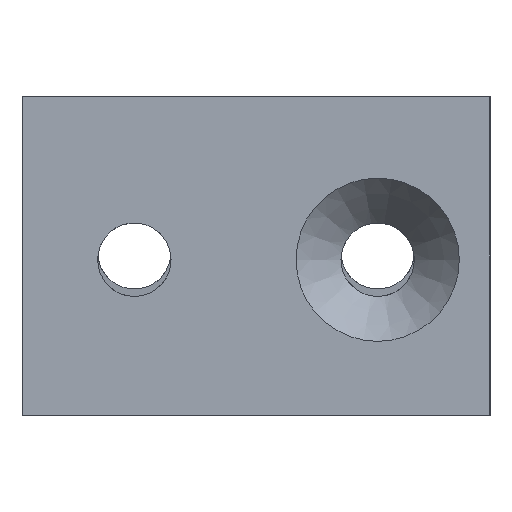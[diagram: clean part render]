
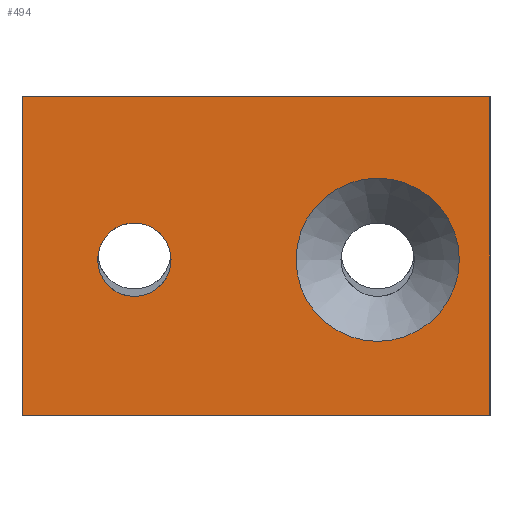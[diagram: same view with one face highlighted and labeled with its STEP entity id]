
A CAD part, left-side view. The second image highlights one B-rep face of the part: STEP entity #494.
In plain terms, the highlighted planar face has unit normal (-1, 0, 0).
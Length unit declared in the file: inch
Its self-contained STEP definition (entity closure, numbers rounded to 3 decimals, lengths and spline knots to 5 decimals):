
#21=FACE_BOUND('',#103,.T.);
#22=FACE_BOUND('',#104,.T.);
#34=PLANE('',#542);
#72=FACE_OUTER_BOUND('',#102,.T.);
#102=EDGE_LOOP('',(#418,#419,#420,#421));
#103=EDGE_LOOP('',(#422));
#104=EDGE_LOOP('',(#423));
#144=LINE('',#868,#194);
#145=LINE('',#870,#195);
#146=LINE('',#872,#196);
#147=LINE('',#873,#197);
#194=VECTOR('',#631,0.3937);
#195=VECTOR('',#632,0.3937);
#196=VECTOR('',#633,0.3937);
#197=VECTOR('',#634,0.3937);
#222=CIRCLE('',#539,0.218);
#224=CIRCLE('',#543,0.098);
#250=VERTEX_POINT('',#820);
#254=VERTEX_POINT('',#866);
#255=VERTEX_POINT('',#867);
#256=VERTEX_POINT('',#869);
#257=VERTEX_POINT('',#871);
#258=VERTEX_POINT('',#874);
#307=EDGE_CURVE('',#250,#250,#222,.T.);
#313=EDGE_CURVE('',#254,#255,#144,.T.);
#314=EDGE_CURVE('',#256,#254,#145,.T.);
#315=EDGE_CURVE('',#256,#257,#146,.T.);
#316=EDGE_CURVE('',#257,#255,#147,.T.);
#317=EDGE_CURVE('',#258,#258,#224,.T.);
#418=ORIENTED_EDGE('',*,*,#313,.F.);
#419=ORIENTED_EDGE('',*,*,#314,.F.);
#420=ORIENTED_EDGE('',*,*,#315,.T.);
#421=ORIENTED_EDGE('',*,*,#316,.T.);
#422=ORIENTED_EDGE('',*,*,#317,.T.);
#423=ORIENTED_EDGE('',*,*,#307,.F.);
#494=ADVANCED_FACE('',(#72,#21,#22),#34,.T.);
#539=AXIS2_PLACEMENT_3D('',#821,#621,#622);
#542=AXIS2_PLACEMENT_3D('',#865,#629,#630);
#543=AXIS2_PLACEMENT_3D('',#875,#635,#636);
#621=DIRECTION('center_axis',(-1.,0.,0.));
#622=DIRECTION('ref_axis',(0.,1.,0.));
#629=DIRECTION('center_axis',(-1.,0.,0.));
#630=DIRECTION('ref_axis',(0.,0.,1.));
#631=DIRECTION('',(0.,0.,1.));
#632=DIRECTION('',(0.,1.,0.));
#633=DIRECTION('',(0.,0.,1.));
#634=DIRECTION('',(0.,1.,0.));
#635=DIRECTION('center_axis',(1.,0.,0.));
#636=DIRECTION('ref_axis',(0.,1.,0.));
#820=CARTESIAN_POINT('',(-5.1125,0.082,0.575));
#821=CARTESIAN_POINT('Origin',(-5.1125,0.3,0.575));
#865=CARTESIAN_POINT('Origin',(-5.1125,0.,0.16));
#866=CARTESIAN_POINT('',(-5.1125,1.25,0.16));
#867=CARTESIAN_POINT('',(-5.1125,1.25,1.01));
#868=CARTESIAN_POINT('',(-5.1125,1.25,0.16));
#869=CARTESIAN_POINT('',(-5.1125,0.,0.16));
#870=CARTESIAN_POINT('',(-5.1125,0.,0.16));
#871=CARTESIAN_POINT('',(-5.1125,0.,1.01));
#872=CARTESIAN_POINT('',(-5.1125,0.,0.16));
#873=CARTESIAN_POINT('',(-5.1125,0.,1.01));
#874=CARTESIAN_POINT('',(-5.1125,0.852,0.575));
#875=CARTESIAN_POINT('Origin',(-5.1125,0.95,0.575));
